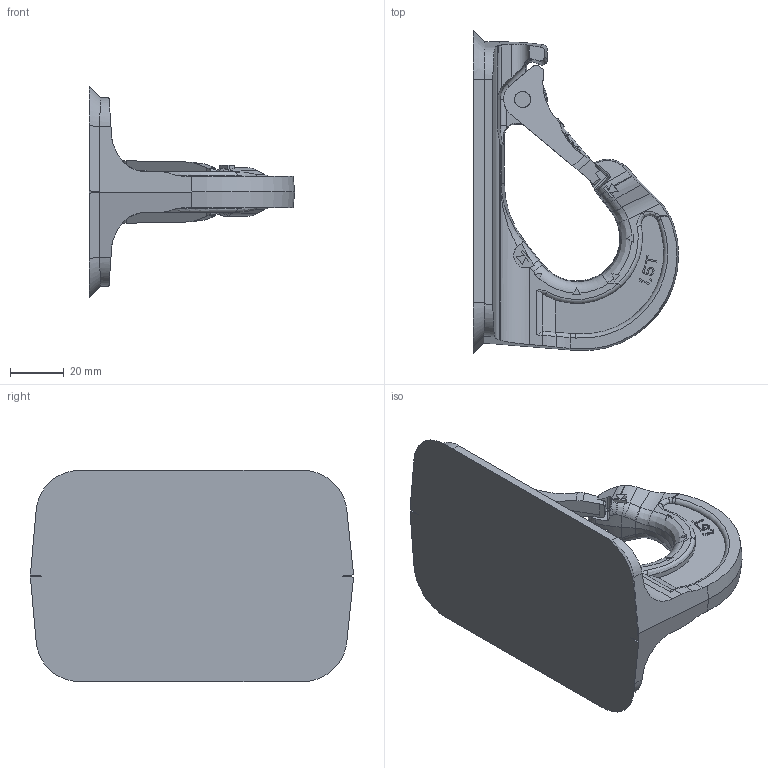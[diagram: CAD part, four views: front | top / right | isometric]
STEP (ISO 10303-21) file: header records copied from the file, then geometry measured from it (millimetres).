
FILE_DESCRIPTION((''),'2;1');
FILE_NAME('001-M31243-P-1_ASM','2012-04-20T',('Marcel.Bux'),(''),'PRO/ENGINEER BY PARAMETRIC TECHNOLOGY CORPORATION, 2010140','PRO/ENGINEER BY PARAMETRIC TECHNOLOGY CORPORATION, 2010140','');
FILE_SCHEMA(('CONFIG_CONTROL_DESIGN'));
Length unit declared in the file: millimetre
Products named in the file (3): 001-M31243-P-1; 001-M31245-001; 001-M31243-P-1_ASM
Assembly tree (2 placements, depth 2):
  001-M31243-P-1_ASM
    001-M31243-P-1
    001-M31245-001
Bounding box: 76.34 x 120.14 x 78.48 mm (x, y, z)
Volume: 116378.2 mm3; surface area: 32959.9 mm2
Topology: 2 solids, 2 shells, 742 faces, 2042 edges, 1317 vertices
Faces by surface type: plane 522, cylinder 87, bspline 56, sphere 30, cone 28, torus 19
Entity records: 25790 total; most frequent: CARTESIAN_POINT 7653, ORIENTED_EDGE 4028, DIRECTION 3295, EDGE_CURVE 2014, VECTOR 1463, LINE 1463, VERTEX_POINT 1317, AXIS2_PLACEMENT_3D 916
